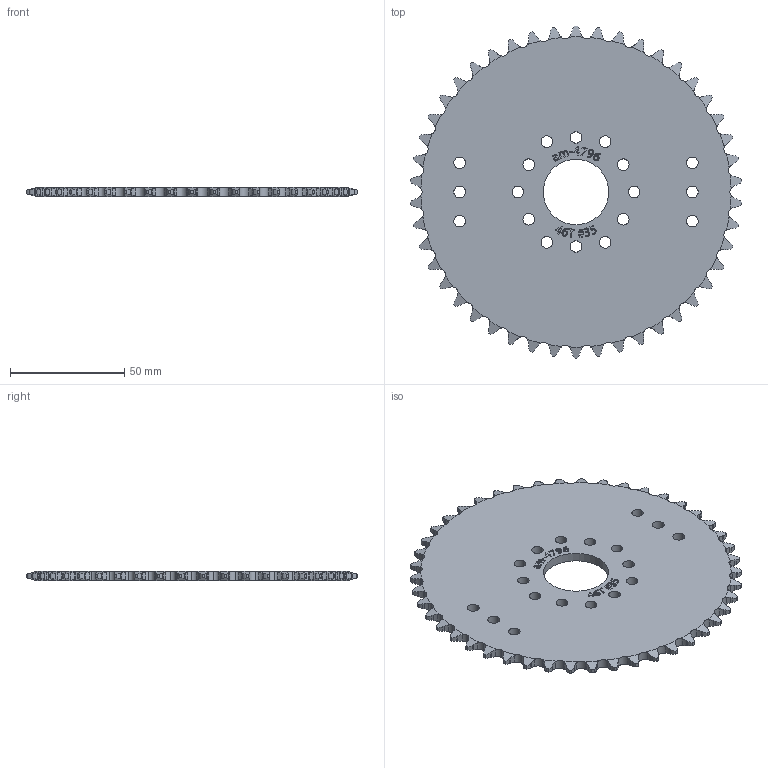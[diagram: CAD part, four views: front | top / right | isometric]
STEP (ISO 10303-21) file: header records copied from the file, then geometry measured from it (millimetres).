
FILE_DESCRIPTION (( 'STEP AP203' ), '1' );
FILE_NAME ('am-4796 46T 35 Chain 1125in Plate.STEP', '2022-08-02T13:39:01', ( '' ), ( '' ), 'SwSTEP 2.0', 'SolidWorks 2022', '' );
FILE_SCHEMA (( 'CONFIG_CONTROL_DESIGN' ));
Length unit declared in the file: inch
Products named in the file (1): am-4796 46T 35 Chain 1125in Plate
Bounding box: 144.78 x 145.04 x 3.99 mm (x, y, z)
Volume: 55619.3 mm3; surface area: 31972 mm2
Topology: 1 solids, 1 shells, 764 faces, 2226 edges, 1484 vertices
Faces by surface type: cylinder 341, plane 239, cone 92, bspline 92
Entity records: 30367 total; most frequent: CARTESIAN_POINT 11795, ORIENTED_EDGE 4452, DIRECTION 2986, EDGE_CURVE 2226, VERTEX_POINT 1484, AXIS2_PLACEMENT_3D 1043, B_SPLINE_CURVE_WITH_KNOTS 956, LINE 900
